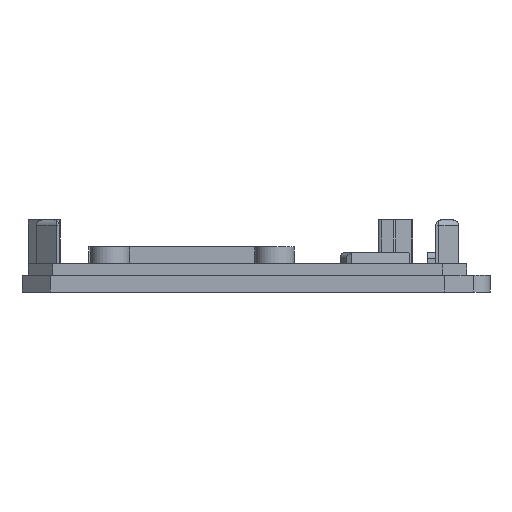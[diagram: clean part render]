
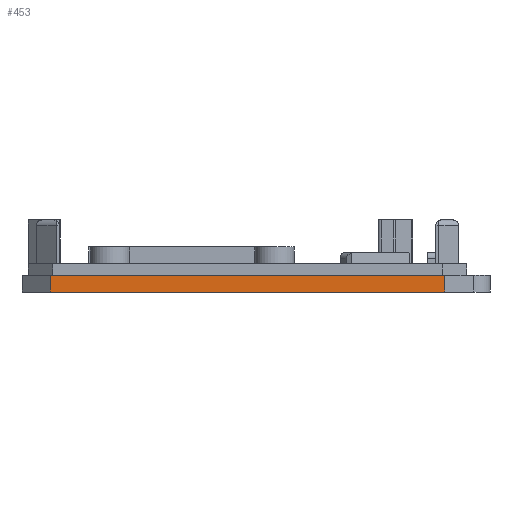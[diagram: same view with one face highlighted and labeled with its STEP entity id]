
A CAD part, left-side view. The second image highlights one B-rep face of the part: STEP entity #453.
In plain terms, the highlighted planar face has unit normal (-1, 0, 0).
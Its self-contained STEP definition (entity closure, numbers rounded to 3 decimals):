
#453=ADVANCED_FACE('',(#10447),#10449,.T.);
#10447=FACE_BOUND('',#10448,.T.);
#10448=EDGE_LOOP('',(#19265,#19266,#19267,#19268));
#10449=PLANE('',#10450);
#10450=AXIS2_PLACEMENT_3D('',#10451,#10452,#10453);
#10451=CARTESIAN_POINT('',(-140.15,-77.1,-10.));
#10452=DIRECTION('',(-1.,0.,0.));
#10453=DIRECTION('',(0.,1.,0.));
#19265=ORIENTED_EDGE('',*,*,#25520,.F.);
#19266=ORIENTED_EDGE('',*,*,#24507,.T.);
#19267=ORIENTED_EDGE('',*,*,#25536,.T.);
#19268=ORIENTED_EDGE('',*,*,#25538,.F.);
#24507=EDGE_CURVE('',#27731,#27747,#27749,.T.);
#25520=EDGE_CURVE('',#27731,#29745,#29746,.T.);
#25536=EDGE_CURVE('',#27747,#29769,#29770,.T.);
#25538=EDGE_CURVE('',#29745,#29769,#29772,.T.);
#27731=VERTEX_POINT('',#33145);
#27747=VERTEX_POINT('',#33178);
#27749=LINE('',#33182,#33183);
#29745=VERTEX_POINT('',#37253);
#29746=LINE('',#37254,#37255);
#29769=VERTEX_POINT('',#37310);
#29770=LINE('',#37311,#37312);
#29772=LINE('',#37317,#37318);
#33145=CARTESIAN_POINT('',(-140.15,-72.1,-10.));
#33178=CARTESIAN_POINT('',(-140.15,-2.1,-10.));
#33182=CARTESIAN_POINT('',(-140.15,-72.1,-10.));
#33183=VECTOR('',#33184,1.);
#33184=DIRECTION('',(0.,1.,0.));
#37253=CARTESIAN_POINT('',(-140.15,-72.1,-13.));
#37254=CARTESIAN_POINT('',(-140.15,-72.1,-10.));
#37255=VECTOR('',#37256,1.);
#37256=DIRECTION('',(0.,0.,-1.));
#37310=CARTESIAN_POINT('',(-140.15,-2.1,-13.));
#37311=CARTESIAN_POINT('',(-140.15,-2.1,-10.));
#37312=VECTOR('',#37313,1.);
#37313=DIRECTION('',(0.,0.,-1.));
#37317=CARTESIAN_POINT('',(-140.15,-72.1,-13.));
#37318=VECTOR('',#37319,1.);
#37319=DIRECTION('',(0.,1.,0.));
